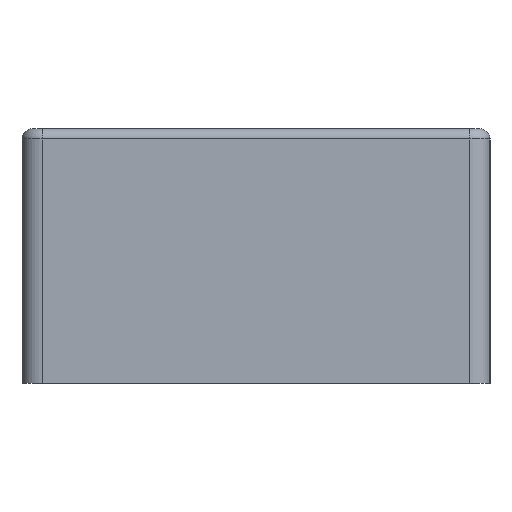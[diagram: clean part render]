
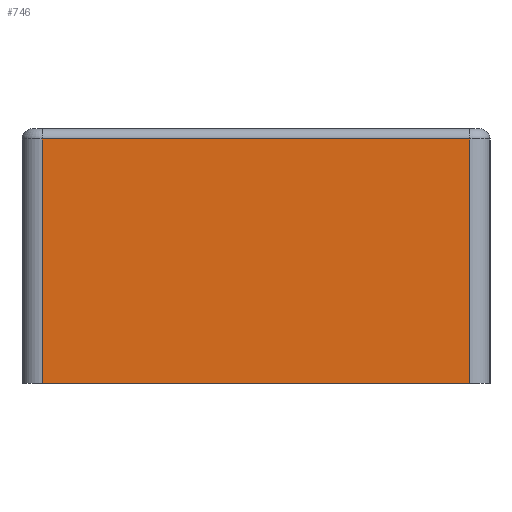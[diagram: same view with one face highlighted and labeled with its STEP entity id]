
A CAD part, left-side view. The second image highlights one B-rep face of the part: STEP entity #746.
In plain terms, the highlighted planar face has unit normal (-1, 0, 0).
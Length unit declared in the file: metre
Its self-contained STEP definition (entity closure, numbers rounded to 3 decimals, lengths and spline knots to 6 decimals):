
#174=ORIENTED_EDGE('',*,*,#344,.T.);
#175=ORIENTED_EDGE('',*,*,#345,.T.);
#176=ORIENTED_EDGE('',*,*,#346,.T.);
#177=ORIENTED_EDGE('',*,*,#347,.F.);
#344=EDGE_CURVE('',#436,#437,#510,.F.);
#345=EDGE_CURVE('',#437,#438,#511,.T.);
#346=EDGE_CURVE('',#438,#439,#512,.T.);
#347=EDGE_CURVE('',#436,#439,#513,.T.);
#436=VERTEX_POINT('',#1275);
#437=VERTEX_POINT('',#1276);
#438=VERTEX_POINT('',#1278);
#439=VERTEX_POINT('',#1280);
#510=LINE('',#1274,#580);
#511=LINE('',#1277,#581);
#512=LINE('',#1279,#582);
#513=LINE('',#1281,#583);
#580=VECTOR('',#1025,1.);
#581=VECTOR('',#1026,1.);
#582=VECTOR('',#1027,1.);
#583=VECTOR('',#1028,1.);
#624=EDGE_LOOP('',(#174,#175,#176,#177));
#672=FACE_BOUND('',#624,.T.);
#716=PLANE('',#851);
#746=ADVANCED_FACE('',(#672),#716,.T.);
#851=AXIS2_PLACEMENT_3D('',#1273,#1023,#1024);
#1023=DIRECTION('',(-1.,0.,0.));
#1024=DIRECTION('',(0.,0.,1.));
#1025=DIRECTION('',(0.,0.,-1.));
#1026=DIRECTION('',(0.,1.,0.));
#1027=DIRECTION('',(0.,0.,-1.));
#1028=DIRECTION('',(0.,1.,0.));
#1273=CARTESIAN_POINT('',(-0.755125,0.171125,0.05));
#1274=CARTESIAN_POINT('',(-0.755125,0.129125,0.05));
#1275=CARTESIAN_POINT('',(-0.755125,0.129125,0.));
#1276=CARTESIAN_POINT('',(-0.755125,0.129125,0.048));
#1277=CARTESIAN_POINT('',(-0.755125,0.171125,0.048));
#1278=CARTESIAN_POINT('',(-0.755125,0.213125,0.048));
#1279=CARTESIAN_POINT('',(-0.755125,0.213125,0.05));
#1280=CARTESIAN_POINT('',(-0.755125,0.213125,0.));
#1281=CARTESIAN_POINT('',(-0.755125,0.171125,0.));
